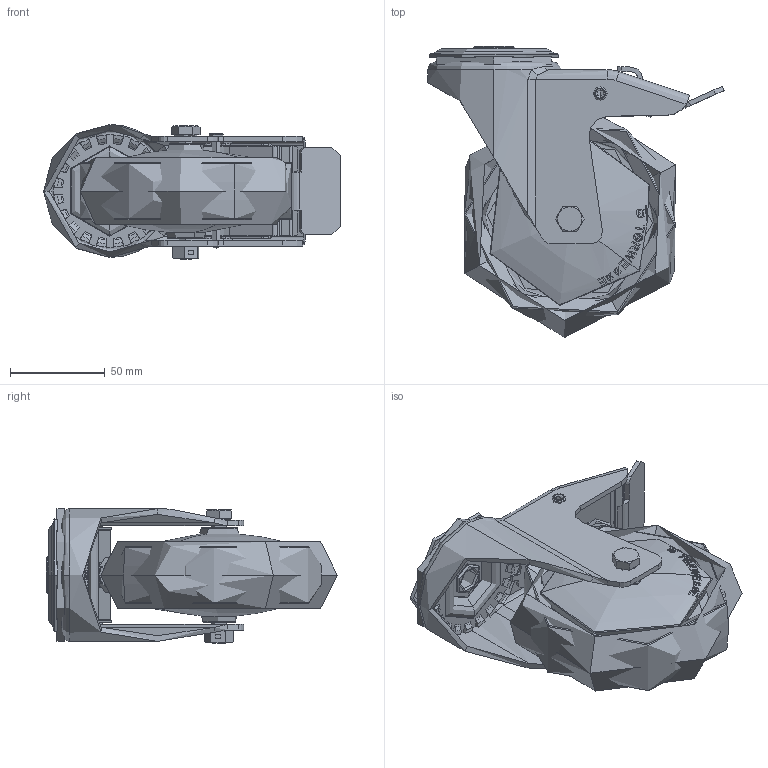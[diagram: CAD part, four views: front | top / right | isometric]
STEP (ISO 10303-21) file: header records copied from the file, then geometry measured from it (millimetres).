
FILE_DESCRIPTION (( 'STEP AP214' ), '1' );
FILE_NAME ('0055775.step', '2023-11-06T10:58:07', ( '' ), ( '' ), 'SwSTEP 2.0', 'SolidWorks 2020', '' );
FILE_SCHEMA (( 'AUTOMOTIVE_DESIGN' ));
Length unit declared in the file: millimetre
Products named in the file (1): 0055775
Bounding box: 156.48 x 153.43 x 71 mm (x, y, z)
Surface area: 177102.2 mm2 (no closed solid volume)
Topology: 0 solids, 16 shells, 944 faces, 2570 edges, 1670 vertices
Faces by surface type: bspline 268, torus 196, plane 178, cylinder 166, cone 120, sphere 16
Entity records: 53435 total; most frequent: CARTESIAN_POINT 21619, ORIENTED_EDGE 4707, DIRECTION 3713, EDGE_CURVE 2572, VERTEX_POINT 1672, AXIS2_PLACEMENT_3D 1526, B_SPLINE_CURVE_WITH_KNOTS 1036, EDGE_LOOP 1023
